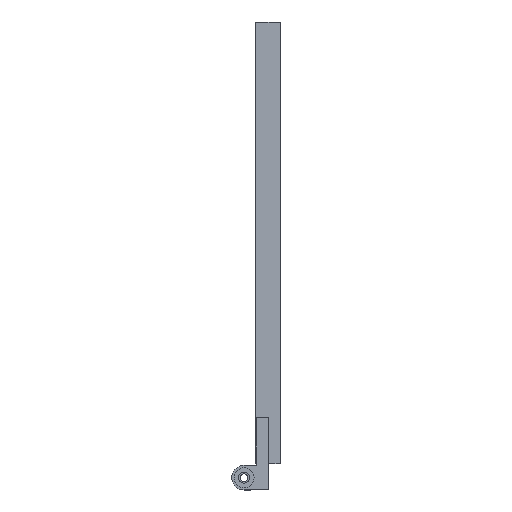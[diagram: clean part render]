
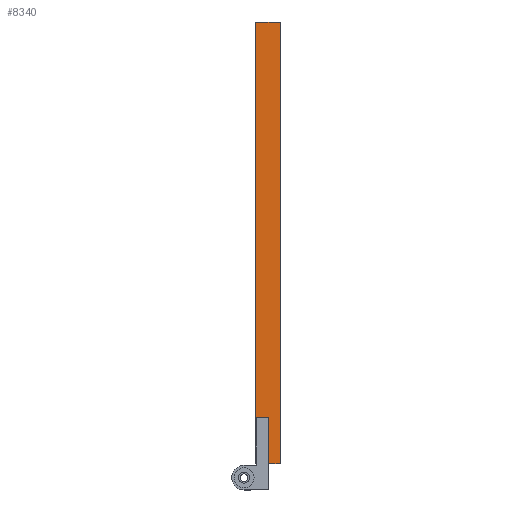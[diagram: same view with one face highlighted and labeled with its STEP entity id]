
A CAD part, front view. The second image highlights one B-rep face of the part: STEP entity #8340.
In plain terms, the highlighted planar face has unit normal (0, -1, 0).
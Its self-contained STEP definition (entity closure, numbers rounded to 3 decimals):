
#133 = AXIS2_PLACEMENT_3D ( 'NONE', #6878, #1641, #4597 ) ;
#400 = DIRECTION ( 'NONE',  ( 0., 0., 1. ) ) ;
#519 = VECTOR ( 'NONE', #5159, 1000. ) ;
#616 = LINE ( 'NONE', #6611, #9381 ) ;
#711 = EDGE_CURVE ( 'NONE', #6698, #8278, #6330, .T. ) ;
#812 = VERTEX_POINT ( 'NONE', #9507 ) ;
#823 = EDGE_CURVE ( 'NONE', #5425, #8278, #3707, .T. ) ;
#1009 = ORIENTED_EDGE ( 'NONE', *, *, #3005, .F. ) ;
#1346 = DIRECTION ( 'NONE',  ( -1., 0., 0. ) ) ;
#1593 = FACE_OUTER_BOUND ( 'NONE', #8651, .T. ) ;
#1641 = DIRECTION ( 'NONE',  ( 0., 1., 0. ) ) ;
#1697 = VECTOR ( 'NONE', #400, 1000. ) ;
#2149 = EDGE_CURVE ( 'NONE', #812, #6960, #3439, .T. ) ;
#2480 = VERTEX_POINT ( 'NONE', #7255 ) ;
#2503 = VECTOR ( 'NONE', #3380, 1000. ) ;
#2576 = ORIENTED_EDGE ( 'NONE', *, *, #2149, .T. ) ;
#2672 = EDGE_CURVE ( 'NONE', #812, #2480, #5034, .T. ) ;
#2862 = LINE ( 'NONE', #8832, #519 ) ;
#3005 = EDGE_CURVE ( 'NONE', #2480, #6698, #2862, .T. ) ;
#3142 = CARTESIAN_POINT ( 'NONE',  ( 0., 0., 8. ) ) ;
#3380 = DIRECTION ( 'NONE',  ( 1., 0., 0. ) ) ;
#3439 = LINE ( 'NONE', #4859, #1697 ) ;
#3560 = CARTESIAN_POINT ( 'NONE',  ( 0., 0., 0. ) ) ;
#3690 = CARTESIAN_POINT ( 'NONE',  ( -128.63, 0., 8. ) ) ;
#3707 = LINE ( 'NONE', #6666, #9529 ) ;
#4015 = EDGE_CURVE ( 'NONE', #6960, #5425, #616, .T. ) ;
#4323 = ORIENTED_EDGE ( 'NONE', *, *, #711, .F. ) ;
#4597 = DIRECTION ( 'NONE',  ( -1., 0., 0. ) ) ;
#4859 = CARTESIAN_POINT ( 'NONE',  ( 0., 0., 0. ) ) ;
#4901 = CARTESIAN_POINT ( 'NONE',  ( 0., 0., 3.8 ) ) ;
#5034 = LINE ( 'NONE', #3560, #7646 ) ;
#5159 = DIRECTION ( 'NONE',  ( 0., 0., 1. ) ) ;
#5425 = VERTEX_POINT ( 'NONE', #3690 ) ;
#5473 = ORIENTED_EDGE ( 'NONE', *, *, #2672, .F. ) ;
#6259 = ORIENTED_EDGE ( 'NONE', *, *, #823, .T. ) ;
#6330 = LINE ( 'NONE', #4901, #2503 ) ;
#6611 = CARTESIAN_POINT ( 'NONE',  ( 0., 0., 8. ) ) ;
#6666 = CARTESIAN_POINT ( 'NONE',  ( -128.63, 0., 0. ) ) ;
#6681 = CARTESIAN_POINT ( 'NONE',  ( -128.63, 0., 3.8 ) ) ;
#6698 = VERTEX_POINT ( 'NONE', #7365 ) ;
#6878 = CARTESIAN_POINT ( 'NONE',  ( 0., 0., 0. ) ) ;
#6960 = VERTEX_POINT ( 'NONE', #3142 ) ;
#7255 = CARTESIAN_POINT ( 'NONE',  ( -143.63, 0., 0. ) ) ;
#7343 = DIRECTION ( 'NONE',  ( -1., 0., 0. ) ) ;
#7365 = CARTESIAN_POINT ( 'NONE',  ( -143.63, 0., 3.8 ) ) ;
#7646 = VECTOR ( 'NONE', #7343, 1000. ) ;
#8278 = VERTEX_POINT ( 'NONE', #6681 ) ;
#8340 = ADVANCED_FACE ( 'NONE', ( #1593 ), #9062, .F. ) ;
#8651 = EDGE_LOOP ( 'NONE', ( #9548, #6259, #4323, #1009, #5473, #2576 ) ) ;
#8807 = DIRECTION ( 'NONE',  ( 0., 0., -1. ) ) ;
#8832 = CARTESIAN_POINT ( 'NONE',  ( -143.63, 0., 0. ) ) ;
#9062 = PLANE ( 'NONE',  #133 ) ;
#9381 = VECTOR ( 'NONE', #1346, 1000. ) ;
#9507 = CARTESIAN_POINT ( 'NONE',  ( 0., 0., 0. ) ) ;
#9529 = VECTOR ( 'NONE', #8807, 1000. ) ;
#9548 = ORIENTED_EDGE ( 'NONE', *, *, #4015, .T. ) ;
